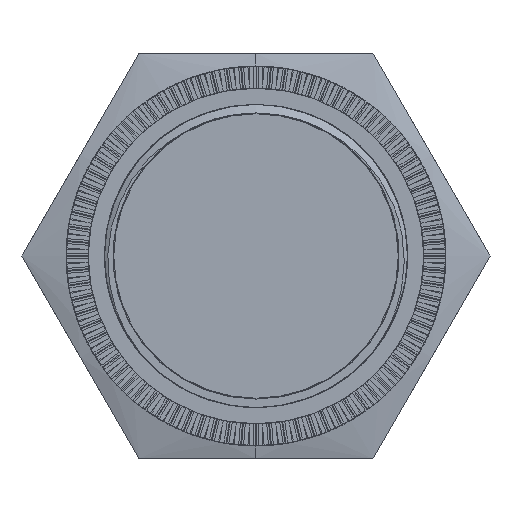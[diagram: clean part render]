
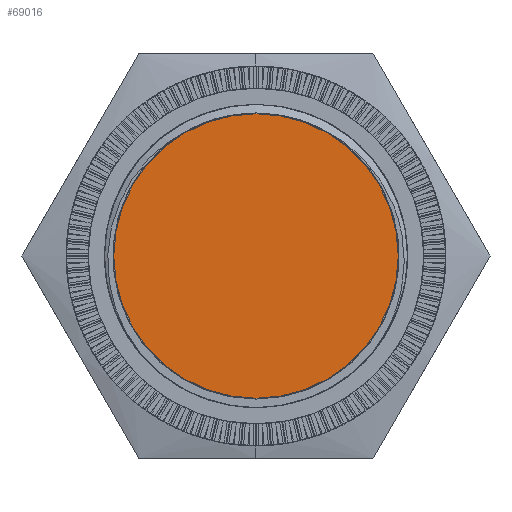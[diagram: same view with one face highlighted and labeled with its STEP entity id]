
A CAD part, left-side view. The second image highlights one B-rep face of the part: STEP entity #69016.
In plain terms, the highlighted planar face has unit normal (-1, 0, 0).
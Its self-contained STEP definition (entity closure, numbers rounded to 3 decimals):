
#4754 = AXIS2_PLACEMENT_3D ( 'NONE', #23990, #17850, #50671 ) ;
#14613 = CARTESIAN_POINT ( 'NONE',  ( -51.5, 91.523, 36.58 ) ) ;
#16987 = FACE_OUTER_BOUND ( 'NONE', #43312, .T. ) ;
#17850 = DIRECTION ( 'NONE',  ( 1., 0., 0. ) ) ;
#18995 = CARTESIAN_POINT ( 'NONE',  ( -51.5, 91.523, 36.58 ) ) ;
#23990 = CARTESIAN_POINT ( 'NONE',  ( -51.5, 91.523, 36.58 ) ) ;
#27902 = AXIS2_PLACEMENT_3D ( 'NONE', #18995, #53073, #85518 ) ;
#28183 = DIRECTION ( 'NONE',  ( 1., 0., 0. ) ) ;
#33343 = AXIS2_PLACEMENT_3D ( 'NONE', #14613, #28183, #60555 ) ;
#34349 = EDGE_CURVE ( 'NONE', #36496, #77818, #85199, .T. ) ;
#36496 = VERTEX_POINT ( 'NONE', #49032 ) ;
#37667 = CARTESIAN_POINT ( 'NONE',  ( -51.5, 91.523, 44.93 ) ) ;
#43312 = EDGE_LOOP ( 'NONE', ( #47291, #59807 ) ) ;
#43666 = PLANE ( 'NONE',  #4754 ) ;
#47291 = ORIENTED_EDGE ( 'NONE', *, *, #59739, .F. ) ;
#49032 = CARTESIAN_POINT ( 'NONE',  ( -51.5, 91.523, 28.23 ) ) ;
#50671 = DIRECTION ( 'NONE',  ( 0., 1., 0. ) ) ;
#53073 = DIRECTION ( 'NONE',  ( 1., 0., 0. ) ) ;
#59739 = EDGE_CURVE ( 'NONE', #77818, #36496, #71118, .T. ) ;
#59807 = ORIENTED_EDGE ( 'NONE', *, *, #34349, .F. ) ;
#60555 = DIRECTION ( 'NONE',  ( 0., 0., -1. ) ) ;
#69016 = ADVANCED_FACE ( 'NONE', ( #16987 ), #43666, .F. ) ;
#71118 = CIRCLE ( 'NONE', #33343, 8.35 ) ;
#77818 = VERTEX_POINT ( 'NONE', #37667 ) ;
#85199 = CIRCLE ( 'NONE', #27902, 8.35 ) ;
#85518 = DIRECTION ( 'NONE',  ( 0., 0., -1. ) ) ;
